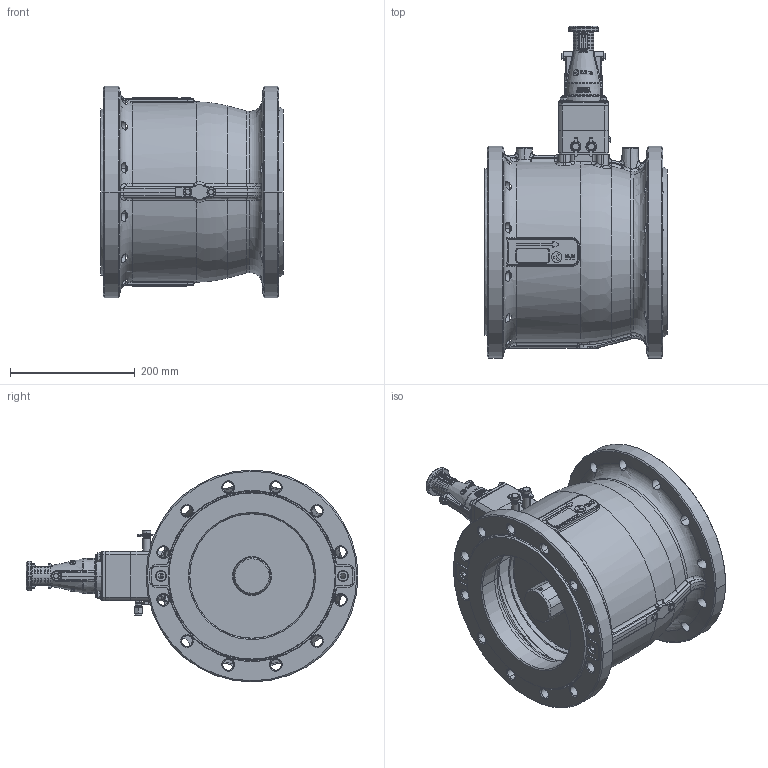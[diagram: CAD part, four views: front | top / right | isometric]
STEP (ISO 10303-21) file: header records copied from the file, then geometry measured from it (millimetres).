
FILE_DESCRIPTION (( 'STEP AP203' ), '1' );
FILE_NAME ('TA-PILOT-R DN200.step', '2015-05-13T09:53:43', ( 'Uporabnik' ), ( 'Hewlett-Packard Company' ), 'SwSTEP 2.0', 'SolidWorks 2014', '' );
FILE_SCHEMA (( 'CONFIG_CONTROL_DESIGN' ));
Products named in the file (1): TA-PILOT-R DN200
Bounding box: 292 x 532.6 x 340 mm (x, y, z)
Surface area: 887415.7 mm2 (no closed solid volume)
Topology: 0 solids, 80 shells, 1763 faces, 6707 edges, 4848 vertices
Faces by surface type: plane 594, cylinder 370, bspline 324, cone 269, torus 169, sphere 37
Entity records: 97758 total; most frequent: CARTESIAN_POINT 46630, ORIENTED_EDGE 10159, DIRECTION 9345, EDGE_CURVE 6703, VERTEX_POINT 4848, AXIS2_PLACEMENT_3D 3420, LINE 2505, VECTOR 2505
